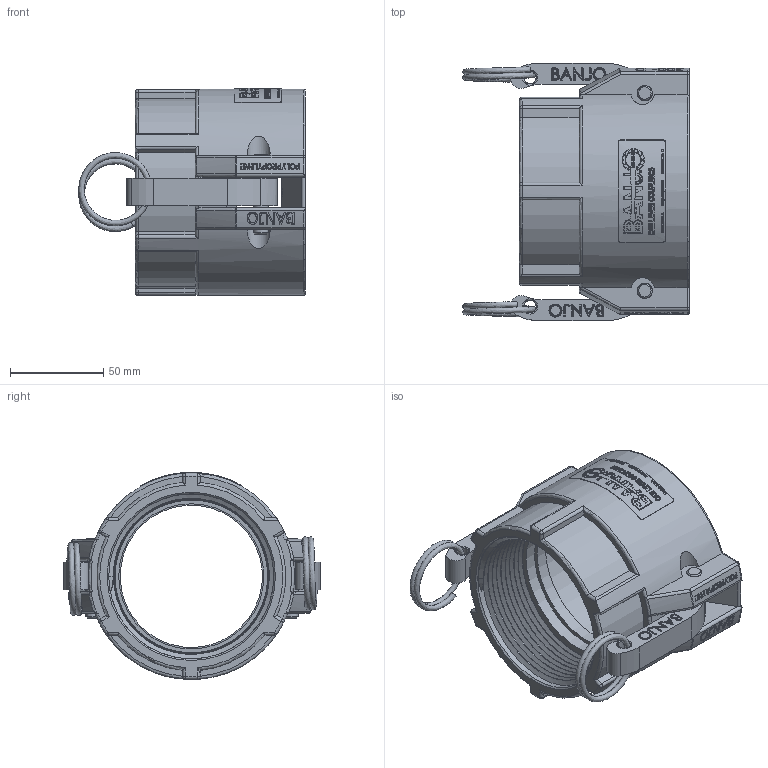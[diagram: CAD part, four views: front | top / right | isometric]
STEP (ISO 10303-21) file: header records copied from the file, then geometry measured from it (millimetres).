
FILE_DESCRIPTION(/* description */ ('3" FEMALE COUPLING x FEMALE THREAD'),/* implementation_level */ '2;1');
FILE_NAME(/* name */ '300D.stp',/* time_stamp */ '2022-09-28T16:13:08-04:00',/* author */ ('BAE'),/* organization */ (''),/* preprocessor_version */ 'ST-DEVELOPER v18.1',/* originating_system */ 'Autodesk Inventor 2022',/* authorisation */ '');
FILE_SCHEMA (('AUTOMOTIVE_DESIGN { 1 0 10303 214 3 1 1 }'));
Products named in the file (8): 300D; 300XD; 300K; 300XK; 150RING; 300P; 300G; 150(200)D
Assembly tree (9 placements, depth 3):
  300D
    300XD
    300K  x2
      300XK
      150RING
    300P  x2
    300G
    150(200)D
Bounding box: 121.25 x 137.67 x 110.87 mm (x, y, z)
Volume: 329119.8 mm3; surface area: 107757 mm2
Topology: 9 solids, 9 shells, 2752 faces, 6887 edges, 4244 vertices
Faces by surface type: bspline 945, plane 909, cylinder 633, torus 128, sphere 106, cone 31
Full cylindrical faces by diameter (mm): 6.35 x2, 7.899 x2, 7.95 x4, 8.103 x2, 76.2 x1, 77.724 x1, 92.202 x1, 94.463 x1, 96.52 x1
Entity records: 191945 total; most frequent: CARTESIAN_POINT 142940, ORIENTED_EDGE 11154, DIRECTION 7634, EDGE_CURVE 5577, VERTEX_POINT 3567, AXIS2_PLACEMENT_3D 2702, EDGE_LOOP 2392, LINE 2230
